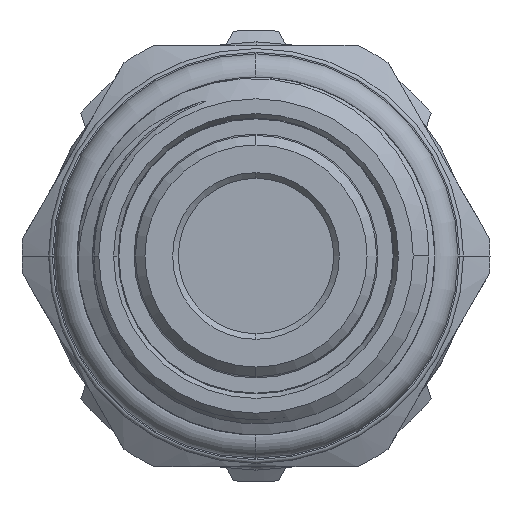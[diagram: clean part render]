
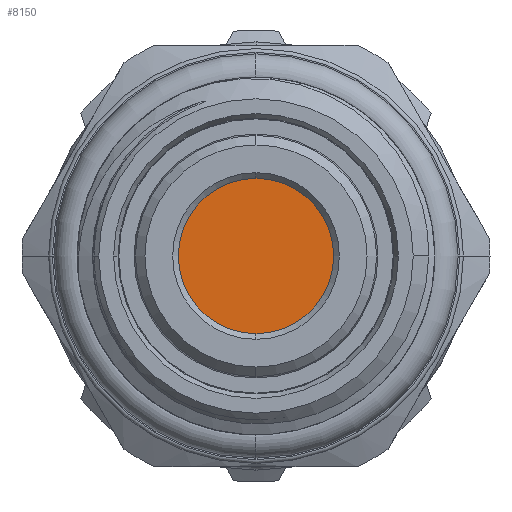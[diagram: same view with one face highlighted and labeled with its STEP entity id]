
A CAD part, left-side view. The second image highlights one B-rep face of the part: STEP entity #8150.
In plain terms, the highlighted planar face has unit normal (-1, 0, 0).
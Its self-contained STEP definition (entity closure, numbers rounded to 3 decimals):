
#65 = CARTESIAN_POINT ( 'NONE',  ( 4.595, 0., 4.09 ) ) ;
#689 = AXIS2_PLACEMENT_3D ( 'NONE', #924, #4556, #1685 ) ;
#924 = CARTESIAN_POINT ( 'NONE',  ( 4.595, 0., 0. ) ) ;
#1522 = PLANE ( 'NONE',  #9254 ) ;
#1685 = DIRECTION ( 'NONE',  ( 0., 0., -1. ) ) ;
#2074 = FACE_OUTER_BOUND ( 'NONE', #5230, .T. ) ;
#2867 = CIRCLE ( 'NONE', #5301, 4.09 ) ;
#3220 = VERTEX_POINT ( 'NONE', #5450 ) ;
#3780 = DIRECTION ( 'NONE',  ( 1., 0., 0. ) ) ;
#4437 = EDGE_CURVE ( 'NONE', #7051, #3220, #4779, .T. ) ;
#4556 = DIRECTION ( 'NONE',  ( 1., 0., 0. ) ) ;
#4779 = CIRCLE ( 'NONE', #689, 4.09 ) ;
#5230 = EDGE_LOOP ( 'NONE', ( #7936, #8456 ) ) ;
#5301 = AXIS2_PLACEMENT_3D ( 'NONE', #8883, #6641, #8202 ) ;
#5450 = CARTESIAN_POINT ( 'NONE',  ( 4.595, 0., -4.09 ) ) ;
#6641 = DIRECTION ( 'NONE',  ( 1., 0., 0. ) ) ;
#7051 = VERTEX_POINT ( 'NONE', #65 ) ;
#7936 = ORIENTED_EDGE ( 'NONE', *, *, #4437, .F. ) ;
#8150 = ADVANCED_FACE ( 'NONE', ( #2074 ), #1522, .F. ) ;
#8202 = DIRECTION ( 'NONE',  ( 0., 0., -1. ) ) ;
#8250 = CARTESIAN_POINT ( 'NONE',  ( 4.595, 0., 0. ) ) ;
#8456 = ORIENTED_EDGE ( 'NONE', *, *, #8950, .F. ) ;
#8883 = CARTESIAN_POINT ( 'NONE',  ( 4.595, 0., 0. ) ) ;
#8950 = EDGE_CURVE ( 'NONE', #3220, #7051, #2867, .T. ) ;
#9254 = AXIS2_PLACEMENT_3D ( 'NONE', #8250, #3780, #9583 ) ;
#9583 = DIRECTION ( 'NONE',  ( 0., 0., -1. ) ) ;
